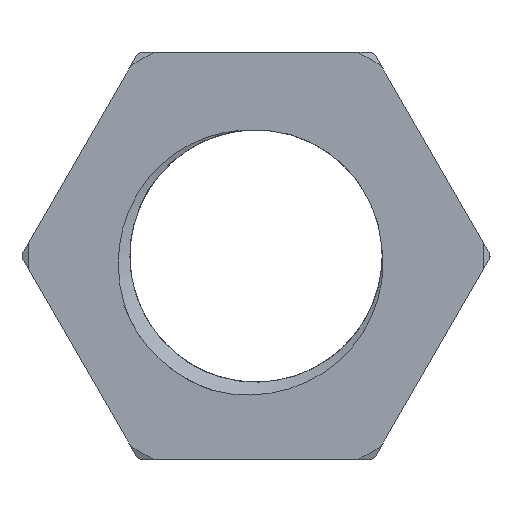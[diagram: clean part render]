
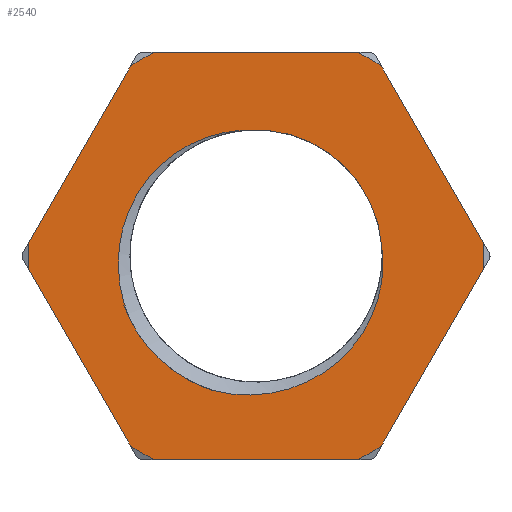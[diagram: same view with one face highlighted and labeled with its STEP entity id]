
A CAD part, left-side view. The second image highlights one B-rep face of the part: STEP entity #2540.
In plain terms, the highlighted planar face has unit normal (-1, 0, 0).
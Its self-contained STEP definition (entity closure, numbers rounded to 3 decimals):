
#847=CARTESIAN_POINT('',(-6.9,0.532,6.358));
#866=CARTESIAN_POINT('',(-6.9,-6.358,0.532));
#1043=CARTESIAN_POINT('',(-6.9,0.,0.));
#1044=DIRECTION('',(-1.,0.,0.));
#1045=DIRECTION('',(0.,-0.997,0.083));
#1046=AXIS2_PLACEMENT_3D('',#1043,#1044,#1045);
#1048=CARTESIAN_POINT('',(-6.9,6.349,-3.275));
#1049=CARTESIAN_POINT('',(-6.9,6.495,-2.95));
#1050=CARTESIAN_POINT('',(-6.9,6.734,-2.288));
#1051=CARTESIAN_POINT('',(-6.9,6.944,-1.242));
#1052=CARTESIAN_POINT('',(-6.9,6.993,-0.196));
#1053=CARTESIAN_POINT('',(-6.9,6.886,0.848));
#1054=CARTESIAN_POINT('',(-6.9,6.623,1.856));
#1055=CARTESIAN_POINT('',(-6.9,6.219,2.801));
#1056=CARTESIAN_POINT('',(-6.9,5.673,3.678));
#1057=CARTESIAN_POINT('',(-6.9,5.014,4.447));
#1058=CARTESIAN_POINT('',(-6.9,4.244,5.111));
#1059=CARTESIAN_POINT('',(-6.9,3.39,5.644));
#1060=CARTESIAN_POINT('',(-6.9,2.474,6.037));
#1061=CARTESIAN_POINT('',(-6.9,1.509,6.286));
#1062=CARTESIAN_POINT('',(-6.9,0.86,6.351));
#1063=CARTESIAN_POINT('',(-6.9,0.532,6.358));
#1065=CARTESIAN_POINT('',(-6.9,2.173,-6.805));
#1066=CARTESIAN_POINT('',(-6.9,2.502,-6.7));
#1067=CARTESIAN_POINT('',(-6.9,3.112,-6.454));
#1068=CARTESIAN_POINT('',(-6.9,3.915,-5.996));
#1069=CARTESIAN_POINT('',(-6.9,4.567,-5.511));
#1070=CARTESIAN_POINT('',(-6.9,5.118,-5.002));
#1071=CARTESIAN_POINT('',(-6.9,5.587,-4.471));
#1072=CARTESIAN_POINT('',(-6.9,6.001,-3.897));
#1073=CARTESIAN_POINT('',(-6.9,6.239,-3.487));
#1074=CARTESIAN_POINT('',(-6.9,6.349,-3.275));
#1076=CARTESIAN_POINT('',(-6.9,-6.358,0.532));
#1077=CARTESIAN_POINT('',(-6.9,-6.406,0.207));
#1078=CARTESIAN_POINT('',(-6.9,-6.45,-0.445));
#1079=CARTESIAN_POINT('',(-6.9,-6.365,-1.434));
#1080=CARTESIAN_POINT('',(-6.9,-6.128,-2.407));
#1081=CARTESIAN_POINT('',(-6.9,-5.746,-3.334));
#1082=CARTESIAN_POINT('',(-6.9,-5.221,-4.203));
#1083=CARTESIAN_POINT('',(-6.9,-4.568,-4.985));
#1084=CARTESIAN_POINT('',(-6.9,-3.8,-5.663));
#1085=CARTESIAN_POINT('',(-6.9,-2.929,-6.224));
#1086=CARTESIAN_POINT('',(-6.9,-1.983,-6.648));
#1087=CARTESIAN_POINT('',(-6.9,-0.973,-6.928));
#1088=CARTESIAN_POINT('',(-6.9,0.073,-7.054));
#1089=CARTESIAN_POINT('',(-6.9,1.13,-7.022));
#1090=CARTESIAN_POINT('',(-6.9,1.826,-6.896));
#1091=CARTESIAN_POINT('',(-6.9,2.173,-6.805));
#1093=DIRECTION('',(0.,0.5,-0.866));
#1094=VECTOR('',#1093,10.307);
#1095=CARTESIAN_POINT('',(-6.9,6.343,9.613));
#1096=LINE('',#1095,#1094);
#1097=CARTESIAN_POINT('',(-6.9,0.,0.));
#1098=DIRECTION('',(1.,0.,0.));
#1099=DIRECTION('',(0.,0.551,0.835));
#1100=AXIS2_PLACEMENT_3D('',#1097,#1098,#1099);
#1102=DIRECTION('',(0.,1.,0.));
#1103=VECTOR('',#1102,10.307);
#1104=CARTESIAN_POINT('',(-6.9,-5.153,10.3));
#1105=LINE('',#1104,#1103);
#1106=CARTESIAN_POINT('',(-6.9,0.,0.));
#1107=DIRECTION('',(1.,0.,0.));
#1108=DIRECTION('',(0.,-0.447,0.894));
#1109=AXIS2_PLACEMENT_3D('',#1106,#1107,#1108);
#1111=DIRECTION('',(0.,0.5,0.866));
#1112=VECTOR('',#1111,10.307);
#1113=CARTESIAN_POINT('',(-6.9,-11.497,0.687));
#1114=LINE('',#1113,#1112);
#1115=DIRECTION('',(0.,-0.5,0.866));
#1116=VECTOR('',#1115,10.307);
#1117=CARTESIAN_POINT('',(-6.9,-6.343,-9.613));
#1118=LINE('',#1117,#1116);
#1119=CARTESIAN_POINT('',(-6.9,0.,0.));
#1120=DIRECTION('',(1.,0.,0.));
#1121=DIRECTION('',(0.,-0.551,-0.835));
#1122=AXIS2_PLACEMENT_3D('',#1119,#1120,#1121);
#1124=DIRECTION('',(0.,-1.,0.));
#1125=VECTOR('',#1124,10.307);
#1126=CARTESIAN_POINT('',(-6.9,5.153,-10.3));
#1127=LINE('',#1126,#1125);
#1128=CARTESIAN_POINT('',(-6.9,0.,0.));
#1129=DIRECTION('',(1.,0.,0.));
#1130=DIRECTION('',(0.,0.447,-0.894));
#1131=AXIS2_PLACEMENT_3D('',#1128,#1129,#1130);
#1133=DIRECTION('',(0.,-0.5,-0.866));
#1134=VECTOR('',#1133,10.307);
#1135=CARTESIAN_POINT('',(-6.9,11.497,-0.687));
#1136=LINE('',#1135,#1134);
#1251=CARTESIAN_POINT('',(-6.9,0.,0.));
#1252=DIRECTION('',(-1.,0.,0.));
#1253=DIRECTION('',(0.,0.998,0.06));
#1254=AXIS2_PLACEMENT_3D('',#1251,#1252,#1253);
#1272=CARTESIAN_POINT('',(-6.9,0.,0.));
#1273=DIRECTION('',(-1.,0.,0.));
#1274=DIRECTION('',(0.,-0.998,-0.06));
#1275=AXIS2_PLACEMENT_3D('',#1272,#1273,#1274);
#1334=CARTESIAN_POINT('',(-6.9,-11.497,-0.687));
#1394=CARTESIAN_POINT('',(-6.9,-11.497,0.687));
#1474=CARTESIAN_POINT('',(-6.9,11.497,0.687));
#1534=CARTESIAN_POINT('',(-6.9,11.497,-0.687));
#1597=VERTEX_POINT('',#847);
#1608=VERTEX_POINT('',#866);
#1614=VERTEX_POINT('',#1048);
#1615=VERTEX_POINT('',#1065);
#1616=CARTESIAN_POINT('',(-6.9,6.343,9.613));
#1617=CARTESIAN_POINT('',(-6.9,5.153,10.3));
#1618=VERTEX_POINT('',#1616);
#1619=VERTEX_POINT('',#1617);
#1620=CARTESIAN_POINT('',(-6.9,-5.153,10.3));
#1621=CARTESIAN_POINT('',(-6.9,-6.343,9.613));
#1622=VERTEX_POINT('',#1620);
#1623=VERTEX_POINT('',#1621);
#1624=CARTESIAN_POINT('',(-6.9,-6.343,-9.613));
#1625=CARTESIAN_POINT('',(-6.9,-5.153,-10.3));
#1626=VERTEX_POINT('',#1624);
#1627=VERTEX_POINT('',#1625);
#1628=CARTESIAN_POINT('',(-6.9,5.153,-10.3));
#1629=CARTESIAN_POINT('',(-6.9,6.343,-9.613));
#1630=VERTEX_POINT('',#1628);
#1631=VERTEX_POINT('',#1629);
#1635=VERTEX_POINT('',#1394);
#1638=VERTEX_POINT('',#1334);
#1643=VERTEX_POINT('',#1534);
#1646=VERTEX_POINT('',#1474);
#2501=CARTESIAN_POINT('',(-6.9,0.,0.));
#2502=DIRECTION('',(1.,0.,0.));
#2503=DIRECTION('',(0.,-1.,0.));
#2504=AXIS2_PLACEMENT_3D('',#2501,#2502,#2503);
#2505=PLANE('',#2504);
#2507=ORIENTED_EDGE('',*,*,#2506,.F.);
#2509=ORIENTED_EDGE('',*,*,#2508,.F.);
#2511=ORIENTED_EDGE('',*,*,#2510,.T.);
#2513=ORIENTED_EDGE('',*,*,#2512,.F.);
#2515=ORIENTED_EDGE('',*,*,#2514,.T.);
#2517=ORIENTED_EDGE('',*,*,#2516,.F.);
#2519=ORIENTED_EDGE('',*,*,#2518,.F.);
#2521=ORIENTED_EDGE('',*,*,#2520,.F.);
#2523=ORIENTED_EDGE('',*,*,#2522,.T.);
#2525=ORIENTED_EDGE('',*,*,#2524,.F.);
#2527=ORIENTED_EDGE('',*,*,#2526,.T.);
#2529=ORIENTED_EDGE('',*,*,#2528,.F.);
#2530=EDGE_LOOP('',(#2507,#2509,#2511,#2513,#2515,#2517,#2519,#2521,#2523,#2525,
#2527,#2529));
#2531=FACE_OUTER_BOUND('',#2530,.F.);
#2532=ORIENTED_EDGE('',*,*,#2322,.T.);
#2534=ORIENTED_EDGE('',*,*,#2533,.F.);
#2536=ORIENTED_EDGE('',*,*,#2535,.F.);
#2537=ORIENTED_EDGE('',*,*,#2493,.F.);
#2538=EDGE_LOOP('',(#2532,#2534,#2536,#2537));
#2539=FACE_BOUND('',#2538,.F.);
#1047=CIRCLE('',#1046,6.381);
#1064=B_SPLINE_CURVE_WITH_KNOTS('',3,(#1048,#1049,#1050,#1051,#1052,#1053,#1054,
#1055,#1056,#1057,#1058,#1059,#1060,#1061,#1062,#1063),.UNSPECIFIED.,.F.,.F.,(4,
1,1,1,1,1,1,1,1,1,1,1,1,4),(0.,0.077,0.154,
0.231,0.308,0.385,0.462,
0.538,0.615,0.692,0.769,
0.846,0.923,1.),.UNSPECIFIED.);
#1075=B_SPLINE_CURVE_WITH_KNOTS('',3,(#1065,#1066,#1067,#1068,#1069,#1070,#1071,
#1072,#1073,#1074),.UNSPECIFIED.,.F.,.F.,(4,1,1,1,1,1,1,4),(0.,
0.143,0.286,0.429,0.571,
0.714,0.857,1.),.UNSPECIFIED.);
#1092=B_SPLINE_CURVE_WITH_KNOTS('',3,(#1076,#1077,#1078,#1079,#1080,#1081,#1082,
#1083,#1084,#1085,#1086,#1087,#1088,#1089,#1090,#1091),.UNSPECIFIED.,.F.,.F.,(4,
1,1,1,1,1,1,1,1,1,1,1,1,4),(0.,0.077,0.154,
0.231,0.308,0.385,0.462,
0.538,0.615,0.692,0.769,
0.846,0.923,1.),.UNSPECIFIED.);
#1101=CIRCLE('',#1100,11.517);
#1110=CIRCLE('',#1109,11.517);
#1123=CIRCLE('',#1122,11.517);
#1132=CIRCLE('',#1131,11.517);
#1255=CIRCLE('',#1254,11.517);
#1276=CIRCLE('',#1275,11.517);
#2322=EDGE_CURVE('',#1608,#1597,#1047,.T.);
#2493=EDGE_CURVE('',#1608,#1615,#1092,.T.);
#2506=EDGE_CURVE('',#1646,#1643,#1255,.T.);
#2508=EDGE_CURVE('',#1618,#1646,#1096,.T.);
#2510=EDGE_CURVE('',#1618,#1619,#1101,.T.);
#2512=EDGE_CURVE('',#1622,#1619,#1105,.T.);
#2514=EDGE_CURVE('',#1622,#1623,#1110,.T.);
#2516=EDGE_CURVE('',#1635,#1623,#1114,.T.);
#2518=EDGE_CURVE('',#1638,#1635,#1276,.T.);
#2520=EDGE_CURVE('',#1626,#1638,#1118,.T.);
#2522=EDGE_CURVE('',#1626,#1627,#1123,.T.);
#2524=EDGE_CURVE('',#1630,#1627,#1127,.T.);
#2526=EDGE_CURVE('',#1630,#1631,#1132,.T.);
#2528=EDGE_CURVE('',#1643,#1631,#1136,.T.);
#2533=EDGE_CURVE('',#1614,#1597,#1064,.T.);
#2535=EDGE_CURVE('',#1615,#1614,#1075,.T.);
#2540=ADVANCED_FACE('',(#2531,#2539),#2505,.F.);
